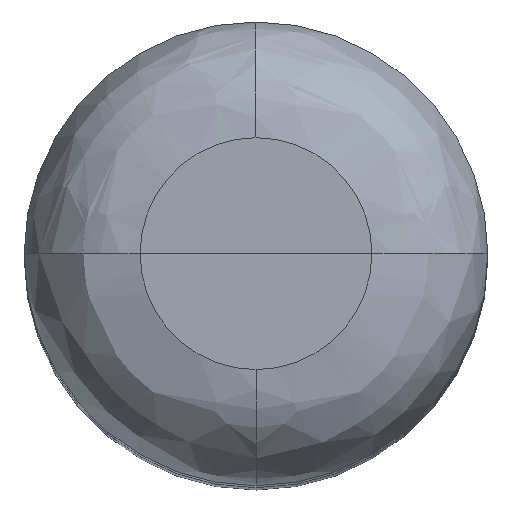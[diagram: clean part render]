
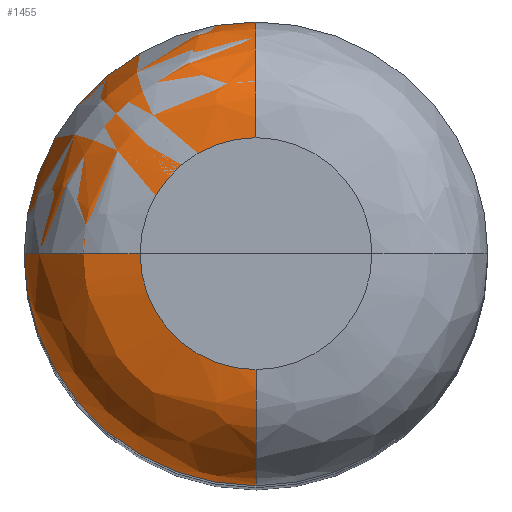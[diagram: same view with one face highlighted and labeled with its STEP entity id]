
A CAD part, top view. The second image highlights one B-rep face of the part: STEP entity #1455.
In plain terms, the highlighted free-form (B-spline) face has degree [3, 3] with [7, 4] control points.
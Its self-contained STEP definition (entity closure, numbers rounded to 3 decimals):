
#1315=CARTESIAN_POINT('',(0.,0.,92.));
#1316=DIRECTION('',(0.,0.,-1.));
#1317=DIRECTION('',(0.,-1.,0.));
#1318=AXIS2_PLACEMENT_3D('',#1315,#1316,#1317);
#1331=CARTESIAN_POINT('',(0.,-4.,88.));
#1332=DIRECTION('',(-1.,0.,0.));
#1333=DIRECTION('',(0.,-1.,0.));
#1334=AXIS2_PLACEMENT_3D('',#1331,#1332,#1333);
#1339=CARTESIAN_POINT('',(0.,0.,88.));
#1340=DIRECTION('',(0.,0.,-1.));
#1341=DIRECTION('',(0.,-1.,0.));
#1342=AXIS2_PLACEMENT_3D('',#1339,#1340,#1341);
#1385=CARTESIAN_POINT('',(0.,4.,88.));
#1386=DIRECTION('',(1.,0.,0.));
#1387=DIRECTION('',(0.,1.,0.));
#1388=AXIS2_PLACEMENT_3D('',#1385,#1386,#1387);
#1397=CARTESIAN_POINT('',(0.,-8.,88.));
#1398=CARTESIAN_POINT('',(0.,8.,88.));
#1399=VERTEX_POINT('',#1397);
#1400=VERTEX_POINT('',#1398);
#1401=CARTESIAN_POINT('',(0.,-4.,92.));
#1402=CARTESIAN_POINT('',(0.,4.,92.));
#1403=VERTEX_POINT('',#1401);
#1404=VERTEX_POINT('',#1402);
#1417=CARTESIAN_POINT('',(0.502,7.982,87.874));
#1418=CARTESIAN_POINT('',(0.507,8.059,90.335));
#1419=CARTESIAN_POINT('',(0.398,6.322,92.075));
#1420=CARTESIAN_POINT('',(0.243,3.867,91.998));
#1421=CARTESIAN_POINT('',(-4.41,8.291,87.874));
#1422=CARTESIAN_POINT('',(-4.453,8.371,90.335));
#1423=CARTESIAN_POINT('',(-3.493,6.567,92.075));
#1424=CARTESIAN_POINT('',(-2.136,4.016,91.998));
#1425=CARTESIAN_POINT('',(-7.998,4.922,87.874));
#1426=CARTESIAN_POINT('',(-8.075,4.97,90.335));
#1427=CARTESIAN_POINT('',(-6.335,3.898,92.075));
#1428=CARTESIAN_POINT('',(-3.874,2.384,91.998));
#1429=CARTESIAN_POINT('',(-7.998,0.,87.874));
#1430=CARTESIAN_POINT('',(-8.075,0.,90.335));
#1431=CARTESIAN_POINT('',(-6.335,0.,92.075));
#1432=CARTESIAN_POINT('',(-3.874,0.,91.998));
#1433=CARTESIAN_POINT('',(-7.998,-4.922,
87.874));
#1434=CARTESIAN_POINT('',(-8.075,-4.97,
90.335));
#1435=CARTESIAN_POINT('',(-6.335,-3.898,
92.075));
#1436=CARTESIAN_POINT('',(-3.874,-2.384,
91.998));
#1437=CARTESIAN_POINT('',(-4.41,-8.291,
87.874));
#1438=CARTESIAN_POINT('',(-4.453,-8.371,
90.335));
#1439=CARTESIAN_POINT('',(-3.493,-6.567,
92.075));
#1440=CARTESIAN_POINT('',(-2.136,-4.016,
91.998));
#1441=CARTESIAN_POINT('',(0.502,-7.982,
87.874));
#1442=CARTESIAN_POINT('',(0.507,-8.059,
90.335));
#1443=CARTESIAN_POINT('',(0.398,-6.322,
92.075));
#1444=CARTESIAN_POINT('',(0.243,-3.867,
91.998));
#1445=(BOUNDED_SURFACE()B_SPLINE_SURFACE(3,3,((#1417,#1418,#1419,#1420),(#1421,
#1422,#1423,#1424),(#1425,#1426,#1427,#1428),(#1429,#1430,#1431,#1432),(#1433,
#1434,#1435,#1436),(#1437,#1438,#1439,#1440),(#1441,#1442,#1443,#1444)),
.UNSPECIFIED.,.F.,.F.,.F.)B_SPLINE_SURFACE_WITH_KNOTS((4,3,4),(4,4),(0.,1.,
2.),(0.,1.),.UNSPECIFIED.)GEOMETRIC_REPRESENTATION_ITEM()RATIONAL_B_SPLINE_SURFACE(((1.41,1.113,1.113,1.41),(
1.113,0.879,0.879,1.113),(
1.113,0.879,0.879,1.113),(
1.41,1.113,1.113,1.41),(
1.113,0.879,0.879,1.113),(
1.113,0.879,0.879,1.113),(
1.41,1.113,1.113,1.41)))REPRESENTATION_ITEM('')SURFACE());
#1447=ORIENTED_EDGE('',*,*,#1446,.T.);
#1449=ORIENTED_EDGE('',*,*,#1448,.T.);
#1450=ORIENTED_EDGE('',*,*,#1410,.F.);
#1452=ORIENTED_EDGE('',*,*,#1451,.F.);
#1453=EDGE_LOOP('',(#1447,#1449,#1450,#1452));
#1454=FACE_OUTER_BOUND('',#1453,.F.);
#1319=CIRCLE('',#1318,4.);
#1335=CIRCLE('',#1334,4.);
#1343=CIRCLE('',#1342,8.);
#1389=CIRCLE('',#1388,4.);
#1410=EDGE_CURVE('',#1403,#1404,#1319,.T.);
#1446=EDGE_CURVE('',#1399,#1400,#1343,.T.);
#1448=EDGE_CURVE('',#1400,#1404,#1389,.T.);
#1451=EDGE_CURVE('',#1399,#1403,#1335,.T.);
#1455=ADVANCED_FACE('',(#1454),#1445,.T.);
